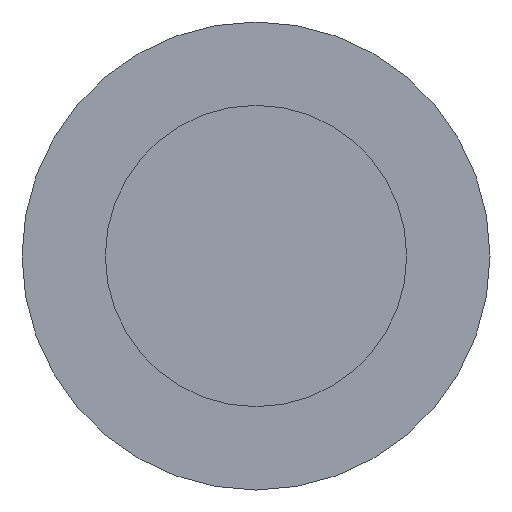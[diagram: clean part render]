
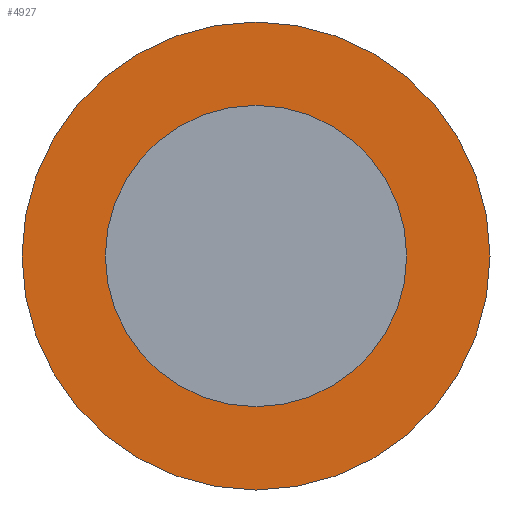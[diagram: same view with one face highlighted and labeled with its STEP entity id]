
A CAD part, left-side view. The second image highlights one B-rep face of the part: STEP entity #4927.
In plain terms, the highlighted planar face has unit normal (-1, 0, 0).
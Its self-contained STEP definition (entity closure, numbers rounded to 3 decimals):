
#296 = CARTESIAN_POINT ( 'NONE',  ( 0., 0., 70.5 ) ) ;
#297 = CARTESIAN_POINT ( 'NONE',  ( 0., 0., -70.5 ) ) ;
#301 = CARTESIAN_POINT ( 'NONE',  ( 0., 0., 109.5 ) ) ;
#304 = CARTESIAN_POINT ( 'NONE',  ( 0., 0., -109.5 ) ) ;
#1347 = CIRCLE ( 'NONE', #1350, 109.5 ) ;
#1349 = CIRCLE ( 'NONE', #1352, 70.5 ) ;
#1350 = AXIS2_PLACEMENT_3D ( 'NONE', #2549, #2550, #2551 ) ;
#1352 = AXIS2_PLACEMENT_3D ( 'NONE', #2554, #2555, #2556 ) ;
#2083 = CARTESIAN_POINT ( 'NONE',  ( 0., 0., 0. ) ) ;
#2084 = DIRECTION ( 'NONE',  ( -1., 0., 0. ) ) ;
#2085 = DIRECTION ( 'NONE',  ( 0., 0., 1. ) ) ;
#2096 = CARTESIAN_POINT ( 'NONE',  ( 0., 0., 0. ) ) ;
#2097 = DIRECTION ( 'NONE',  ( -1., 0., 0. ) ) ;
#2098 = DIRECTION ( 'NONE',  ( 0., 0., 1. ) ) ;
#2549 = CARTESIAN_POINT ( 'NONE',  ( 0., 0., 0. ) ) ;
#2550 = DIRECTION ( 'NONE',  ( -1., 0., 0. ) ) ;
#2551 = DIRECTION ( 'NONE',  ( 0., 0., 1. ) ) ;
#2554 = CARTESIAN_POINT ( 'NONE',  ( 0., 0., 0. ) ) ;
#2555 = DIRECTION ( 'NONE',  ( -1., 0., 0. ) ) ;
#2556 = DIRECTION ( 'NONE',  ( 0., 0., 1. ) ) ;
#3008 = EDGE_CURVE ( 'NONE', #4712, #4711, #5016, .T. ) ;
#3012 = EDGE_CURVE ( 'NONE', #4716, #4719, #5022, .T. ) ;
#3081 = EDGE_CURVE ( 'NONE', #4719, #4716, #1347, .T. ) ;
#3082 = EDGE_CURVE ( 'NONE', #4711, #4712, #1349, .T. ) ;
#3337 = DIRECTION ( 'NONE',  ( 1., 0., 0. ) ) ;
#3339 = CARTESIAN_POINT ( 'NONE',  ( 0., 70.5, 0. ) ) ;
#3340 = FACE_BOUND ( 'NONE', #4440, .T. ) ;
#3342 = FACE_OUTER_BOUND ( 'NONE', #4442, .T. ) ;
#3343 = PLANE ( 'NONE',  #3579 ) ;
#3345 = DIRECTION ( 'NONE',  ( 0., 0., -1. ) ) ;
#3579 = AXIS2_PLACEMENT_3D ( 'NONE', #3339, #3337, #3345 ) ;
#4363 = ORIENTED_EDGE ( 'NONE', *, *, #3082, .F. ) ;
#4364 = ORIENTED_EDGE ( 'NONE', *, *, #3008, .F. ) ;
#4365 = ORIENTED_EDGE ( 'NONE', *, *, #3012, .T. ) ;
#4366 = ORIENTED_EDGE ( 'NONE', *, *, #3081, .T. ) ;
#4440 = EDGE_LOOP ( 'NONE', ( #4363, #4364 ) ) ;
#4442 = EDGE_LOOP ( 'NONE', ( #4365, #4366 ) ) ;
#4711 = VERTEX_POINT ( 'NONE', #296 ) ;
#4712 = VERTEX_POINT ( 'NONE', #297 ) ;
#4716 = VERTEX_POINT ( 'NONE', #301 ) ;
#4719 = VERTEX_POINT ( 'NONE', #304 ) ;
#4927 = ADVANCED_FACE ( 'NONE', ( #3340, #3342 ), #3343, .F. ) ;
#5016 = CIRCLE ( 'NONE', #5020, 70.5 ) ;
#5020 = AXIS2_PLACEMENT_3D ( 'NONE', #2083, #2084, #2085 ) ;
#5022 = CIRCLE ( 'NONE', #5026, 109.5 ) ;
#5026 = AXIS2_PLACEMENT_3D ( 'NONE', #2096, #2097, #2098 ) ;
